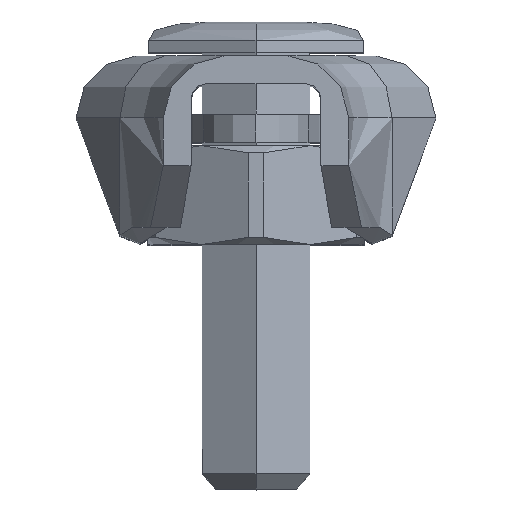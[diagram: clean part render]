
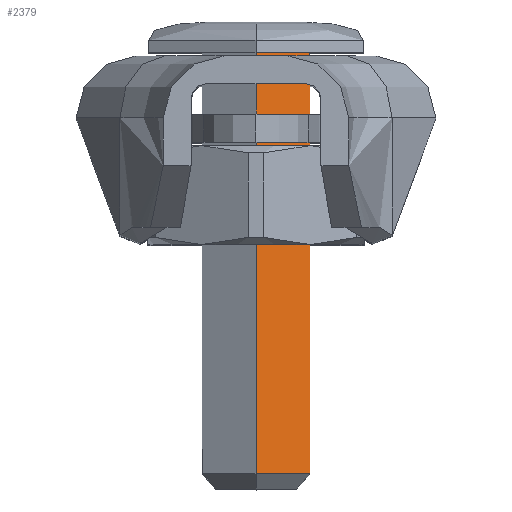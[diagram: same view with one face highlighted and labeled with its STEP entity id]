
A CAD part, top view. The second image highlights one B-rep face of the part: STEP entity #2379.
In plain terms, the highlighted cylindrical face has radius 2 mm (diameter 4 mm), a partial arc.
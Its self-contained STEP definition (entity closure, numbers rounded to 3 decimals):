
#49 = CARTESIAN_POINT ( 'NONE',  ( 0., 0.9, 9.5 ) ) ;
#275 = VERTEX_POINT ( 'NONE', #3281 ) ;
#614 = CARTESIAN_POINT ( 'NONE',  ( 0., -12.6, 7.5 ) ) ;
#1806 = EDGE_LOOP ( 'NONE', ( #13635, #12699, #16835, #18220 ) ) ;
#2379 = ADVANCED_FACE ( 'NONE', ( #17127 ), #19087, .T. ) ;
#2629 = LINE ( 'NONE', #49, #3475 ) ;
#2686 = DIRECTION ( 'NONE',  ( 0., -1., 0. ) ) ;
#3281 = CARTESIAN_POINT ( 'NONE',  ( 0., -12.6, 9.5 ) ) ;
#3465 = DIRECTION ( 'NONE',  ( 0., -1., 0. ) ) ;
#3475 = VECTOR ( 'NONE', #9130, 1000. ) ;
#3657 = EDGE_CURVE ( 'NONE', #11305, #275, #2629, .T. ) ;
#4757 = CARTESIAN_POINT ( 'NONE',  ( 0., 1., 7.5 ) ) ;
#6014 = AXIS2_PLACEMENT_3D ( 'NONE', #4757, #2686, #22896 ) ;
#7827 = VECTOR ( 'NONE', #3465, 1000. ) ;
#8990 = CIRCLE ( 'NONE', #6014, 2. ) ;
#9130 = DIRECTION ( 'NONE',  ( 0., -1., 0. ) ) ;
#9797 = DIRECTION ( 'NONE',  ( 0., 0., 1. ) ) ;
#11095 = DIRECTION ( 'NONE',  ( 0., -1., 0. ) ) ;
#11165 = DIRECTION ( 'NONE',  ( 0., 0., -1. ) ) ;
#11305 = VERTEX_POINT ( 'NONE', #15917 ) ;
#12409 = CIRCLE ( 'NONE', #15582, 2. ) ;
#12699 = ORIENTED_EDGE ( 'NONE', *, *, #3657, .T. ) ;
#13635 = ORIENTED_EDGE ( 'NONE', *, *, #21367, .T. ) ;
#15484 = CARTESIAN_POINT ( 'NONE',  ( 0., -12.6, 5.5 ) ) ;
#15582 = AXIS2_PLACEMENT_3D ( 'NONE', #614, #20649, #9797 ) ;
#15812 = LINE ( 'NONE', #19919, #7827 ) ;
#15917 = CARTESIAN_POINT ( 'NONE',  ( 0., 1., 9.5 ) ) ;
#15948 = VERTEX_POINT ( 'NONE', #15484 ) ;
#16063 = AXIS2_PLACEMENT_3D ( 'NONE', #16421, #11095, #11165 ) ;
#16421 = CARTESIAN_POINT ( 'NONE',  ( 0., 0.9, 7.5 ) ) ;
#16835 = ORIENTED_EDGE ( 'NONE', *, *, #19593, .T. ) ;
#17127 = FACE_OUTER_BOUND ( 'NONE', #1806, .T. ) ;
#18220 = ORIENTED_EDGE ( 'NONE', *, *, #21700, .F. ) ;
#18704 = VERTEX_POINT ( 'NONE', #20226 ) ;
#19087 = CYLINDRICAL_SURFACE ( 'NONE', #16063, 2. ) ;
#19593 = EDGE_CURVE ( 'NONE', #275, #15948, #12409, .T. ) ;
#19919 = CARTESIAN_POINT ( 'NONE',  ( 0., 0.9, 5.5 ) ) ;
#20226 = CARTESIAN_POINT ( 'NONE',  ( 0., 1., 5.5 ) ) ;
#20649 = DIRECTION ( 'NONE',  ( 0., 1., 0. ) ) ;
#21367 = EDGE_CURVE ( 'NONE', #18704, #11305, #8990, .T. ) ;
#21700 = EDGE_CURVE ( 'NONE', #18704, #15948, #15812, .T. ) ;
#22896 = DIRECTION ( 'NONE',  ( 0., 0., -1. ) ) ;
